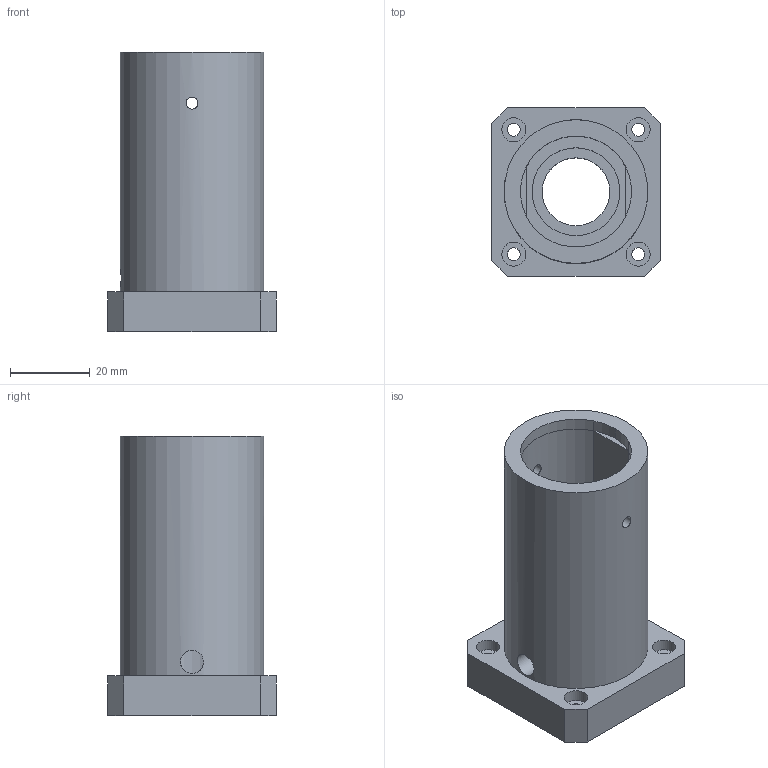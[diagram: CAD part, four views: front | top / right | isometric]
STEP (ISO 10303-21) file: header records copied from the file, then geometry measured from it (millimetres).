
FILE_DESCRIPTION(('FreeCAD Model'),'2;1');
FILE_NAME('PBUS-AirRegulatorStaticHolder.step','2019-05-25T22:20:09',('Author'),(''), 'Open CASCADE STEP processor 7.3','FreeCAD','Unknown');
FILE_SCHEMA(('AUTOMOTIVE_DESIGN { 1 0 10303 214 1 1 1 1 }'));
Length unit declared in the file: millimetre
Products named in the file (1): exhaust-drill
Bounding box: 42.3 x 42.3 x 70 mm (x, y, z)
Volume: 46948.7 mm3; surface area: 17177.9 mm2
Topology: 1 solids, 1 shells, 44 faces, 94 edges, 60 vertices
Faces by surface type: plane 22, cylinder 22
Full cylindrical faces by diameter (mm): 3 x2, 3.2 x4, 5.795 x1, 6 x4, 17 x1, 22 x1, 23 x1, 36 x1
Entity records: 4021 total; most frequent: CARTESIAN_POINT 2035, DIRECTION 370, LINE 190, VECTOR 190, ORIENTED_EDGE 188, PCURVE 188, DEFINITIONAL_REPRESENTATION 188, EDGE_CURVE 94
